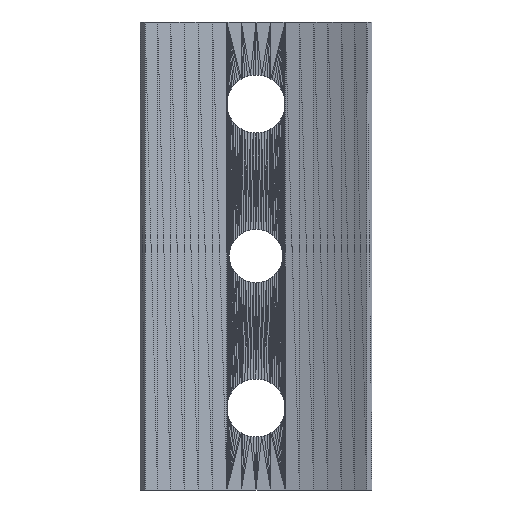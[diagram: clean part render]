
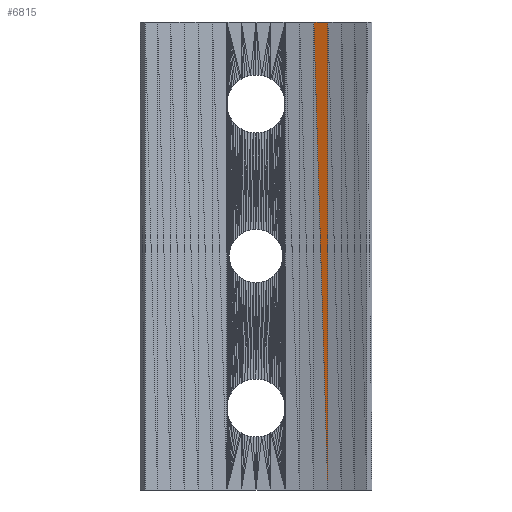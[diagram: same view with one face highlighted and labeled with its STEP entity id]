
A CAD part, front view. The second image highlights one B-rep face of the part: STEP entity #6815.
In plain terms, the highlighted planar face has unit normal (-0.317, -0.949, 0).
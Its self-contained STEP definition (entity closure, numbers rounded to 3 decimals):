
#4106 = VERTEX_POINT('',#4107);
#4107 = CARTESIAN_POINT('',(59.536,16.285,194.));
#4203 = PLANE('',#4204);
#4204 = AXIS2_PLACEMENT_3D('',#4205,#4206,#4207);
#4205 = CARTESIAN_POINT('',(54.399,23.304,194.));
#4206 = DIRECTION('',(0.,0.,1.));
#4207 = DIRECTION('',(1.,0.,0.));
#4217 = EDGE_CURVE('',#4218,#4106,#4220,.T.);
#4218 = VERTEX_POINT('',#4219);
#4219 = CARTESIAN_POINT('',(47.939,20.155,194.));
#4220 = SURFACE_CURVE('',#4221,(#4225,#4232),.PCURVE_S1.);
#4221 = LINE('',#4222,#4223);
#4222 = CARTESIAN_POINT('',(47.939,20.155,194.));
#4223 = VECTOR('',#4224,1.);
#4224 = DIRECTION('',(0.949,-0.317,0.));
#4225 = PCURVE('',#4203,#4226);
#4226 = DEFINITIONAL_REPRESENTATION('',(#4227),#4231);
#4227 = LINE('',#4228,#4229);
#4228 = CARTESIAN_POINT('',(-6.459,-3.149));
#4229 = VECTOR('',#4230,1.);
#4230 = DIRECTION('',(0.949,-0.317));
#4231 = ( GEOMETRIC_REPRESENTATION_CONTEXT(2) 
PARAMETRIC_REPRESENTATION_CONTEXT() REPRESENTATION_CONTEXT('2D SPACE',''
  ) );
#4232 = PCURVE('',#4233,#4238);
#4233 = PLANE('',#4234);
#4234 = AXIS2_PLACEMENT_3D('',#4235,#4236,#4237);
#4235 = CARTESIAN_POINT('',(56.591,17.268,
    3.008));
#4236 = DIRECTION('',(-0.317,-0.949,
    0.));
#4237 = DIRECTION('',(-0.949,0.317,0.
    ));
#4238 = DEFINITIONAL_REPRESENTATION('',(#4239),#4242);
#4239 = B_SPLINE_CURVE_WITH_KNOTS('',1,(#4240,#4241),.UNSPECIFIED.,.F.,
  .F.,(2,2),(0.,12.226),.PIECEWISE_BEZIER_KNOTS.);
#4240 = CARTESIAN_POINT('',(9.121,-190.992));
#4241 = CARTESIAN_POINT('',(-3.105,-190.992));
#4242 = ( GEOMETRIC_REPRESENTATION_CONTEXT(2) 
PARAMETRIC_REPRESENTATION_CONTEXT() REPRESENTATION_CONTEXT('2D SPACE',''
  ) );
#4730 = VERTEX_POINT('',#4731);
#4731 = CARTESIAN_POINT('',(59.536,16.285,-194.));
#4745 = PLANE('',#4746);
#4746 = AXIS2_PLACEMENT_3D('',#4747,#4748,#4749);
#4747 = CARTESIAN_POINT('',(62.395,15.096,
    -3.001));
#4748 = DIRECTION('',(-0.384,-0.923,
    0.));
#4749 = DIRECTION('',(-0.923,0.384,0.));
#4857 = PLANE('',#4858);
#4858 = AXIS2_PLACEMENT_3D('',#4859,#4860,#4861);
#4859 = CARTESIAN_POINT('',(50.884,19.173,
    -3.008));
#4860 = DIRECTION('',(-0.317,-0.949,
    0.));
#4861 = DIRECTION('',(-0.949,0.317,0.));
#6725 = EDGE_CURVE('',#4106,#4730,#6726,.T.);
#6726 = SURFACE_CURVE('',#6727,(#6731,#6738),.PCURVE_S1.);
#6727 = LINE('',#6728,#6729);
#6728 = CARTESIAN_POINT('',(59.536,16.285,194.));
#6729 = VECTOR('',#6730,1.);
#6730 = DIRECTION('',(0.,0.,-1.));
#6731 = PCURVE('',#4745,#6732);
#6732 = DEFINITIONAL_REPRESENTATION('',(#6733),#6737);
#6733 = LINE('',#6734,#6735);
#6734 = CARTESIAN_POINT('',(3.096,-197.001));
#6735 = VECTOR('',#6736,1.);
#6736 = DIRECTION('',(0.,1.));
#6737 = ( GEOMETRIC_REPRESENTATION_CONTEXT(2) 
PARAMETRIC_REPRESENTATION_CONTEXT() REPRESENTATION_CONTEXT('2D SPACE',''
  ) );
#6738 = PCURVE('',#4233,#6739);
#6739 = DEFINITIONAL_REPRESENTATION('',(#6740),#6743);
#6740 = B_SPLINE_CURVE_WITH_KNOTS('',1,(#6741,#6742),.UNSPECIFIED.,.F.,
  .F.,(2,2),(0.,388.),.PIECEWISE_BEZIER_KNOTS.);
#6741 = CARTESIAN_POINT('',(-3.105,-190.992));
#6742 = CARTESIAN_POINT('',(-3.105,197.008));
#6743 = ( GEOMETRIC_REPRESENTATION_CONTEXT(2) 
PARAMETRIC_REPRESENTATION_CONTEXT() REPRESENTATION_CONTEXT('2D SPACE',''
  ) );
#6796 = EDGE_CURVE('',#4730,#4218,#6797,.T.);
#6797 = SURFACE_CURVE('',#6798,(#6802,#6809),.PCURVE_S1.);
#6798 = LINE('',#6799,#6800);
#6799 = CARTESIAN_POINT('',(59.536,16.285,-194.));
#6800 = VECTOR('',#6801,1.);
#6801 = DIRECTION('',(-0.03,0.01,
    1.));
#6802 = PCURVE('',#4857,#6803);
#6803 = DEFINITIONAL_REPRESENTATION('',(#6804),#6808);
#6804 = LINE('',#6805,#6806);
#6805 = CARTESIAN_POINT('',(-9.121,190.992));
#6806 = VECTOR('',#6807,1.);
#6807 = DIRECTION('',(0.031,-1.));
#6808 = ( GEOMETRIC_REPRESENTATION_CONTEXT(2) 
PARAMETRIC_REPRESENTATION_CONTEXT() REPRESENTATION_CONTEXT('2D SPACE',''
  ) );
#6809 = PCURVE('',#4233,#6810);
#6810 = DEFINITIONAL_REPRESENTATION('',(#6811),#6814);
#6811 = B_SPLINE_CURVE_WITH_KNOTS('',1,(#6812,#6813),.UNSPECIFIED.,.F.,
  .F.,(2,2),(0.,388.193),.PIECEWISE_BEZIER_KNOTS.);
#6812 = CARTESIAN_POINT('',(-3.105,197.008));
#6813 = CARTESIAN_POINT('',(9.121,-190.992));
#6814 = ( GEOMETRIC_REPRESENTATION_CONTEXT(2) 
PARAMETRIC_REPRESENTATION_CONTEXT() REPRESENTATION_CONTEXT('2D SPACE',''
  ) );
#6815 = ADVANCED_FACE('',(#6816),#4233,.T.);
#6816 = FACE_BOUND('',#6817,.T.);
#6817 = EDGE_LOOP('',(#6818,#6819,#6820));
#6818 = ORIENTED_EDGE('',*,*,#4217,.F.);
#6819 = ORIENTED_EDGE('',*,*,#6796,.F.);
#6820 = ORIENTED_EDGE('',*,*,#6725,.F.);
